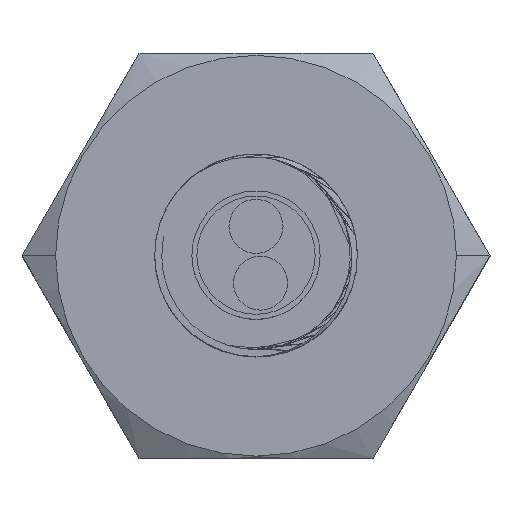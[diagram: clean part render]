
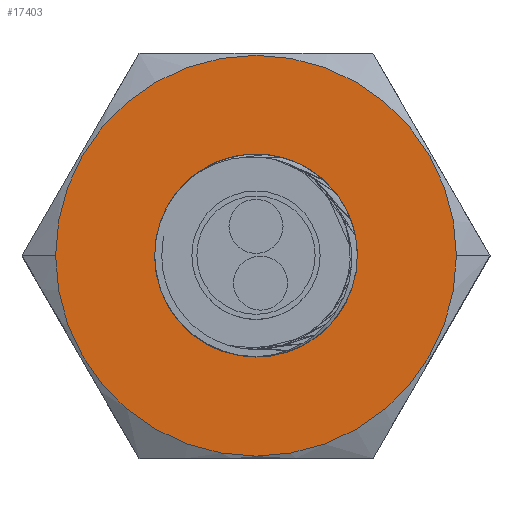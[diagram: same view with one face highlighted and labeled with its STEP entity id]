
A CAD part, top view. The second image highlights one B-rep face of the part: STEP entity #17403.
In plain terms, the highlighted planar face has unit normal (0, 0, 1).
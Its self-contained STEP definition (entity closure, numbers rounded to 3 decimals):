
#120 = DIRECTION ( 'NONE',  ( 1., 0., 0. ) ) ;
#1554 = CARTESIAN_POINT ( 'NONE',  ( -3., 0., 17. ) ) ;
#1597 = DIRECTION ( 'NONE',  ( 1., 0., 0. ) ) ;
#2636 = DIRECTION ( 'NONE',  ( 1., 0., 0. ) ) ;
#3131 = EDGE_CURVE ( 'NONE', #15737, #13415, #13208, .T. ) ;
#3328 = CARTESIAN_POINT ( 'NONE',  ( 0., 0., 17. ) ) ;
#3435 = DIRECTION ( 'NONE',  ( 0., 0., 1. ) ) ;
#4023 = EDGE_CURVE ( 'NONE', #18875, #12874, #9897, .T. ) ;
#4702 = FACE_BOUND ( 'NONE', #18051, .T. ) ;
#5107 = CARTESIAN_POINT ( 'NONE',  ( 0., 0., 17. ) ) ;
#5322 = DIRECTION ( 'NONE',  ( 0., 0., 1. ) ) ;
#5344 = CARTESIAN_POINT ( 'NONE',  ( 0., 0., 17. ) ) ;
#6814 = ORIENTED_EDGE ( 'NONE', *, *, #9845, .F. ) ;
#7423 = DIRECTION ( 'NONE',  ( 1., 0., 0. ) ) ;
#7454 = FACE_OUTER_BOUND ( 'NONE', #20793, .T. ) ;
#8795 = CARTESIAN_POINT ( 'NONE',  ( -5.933, 0., 17. ) ) ;
#8886 = AXIS2_PLACEMENT_3D ( 'NONE', #3328, #13838, #1597 ) ;
#9338 = CIRCLE ( 'NONE', #20894, 3. ) ;
#9762 = ORIENTED_EDGE ( 'NONE', *, *, #4023, .F. ) ;
#9845 = EDGE_CURVE ( 'NONE', #13415, #15737, #14683, .T. ) ;
#9885 = CARTESIAN_POINT ( 'NONE',  ( 3., 0., 17. ) ) ;
#9897 = CIRCLE ( 'NONE', #12616, 3. ) ;
#10725 = AXIS2_PLACEMENT_3D ( 'NONE', #20056, #20214, #2636 ) ;
#10785 = CARTESIAN_POINT ( 'NONE',  ( 0., 0., 17. ) ) ;
#11876 = ORIENTED_EDGE ( 'NONE', *, *, #3131, .F. ) ;
#12348 = PLANE ( 'NONE',  #13773 ) ;
#12616 = AXIS2_PLACEMENT_3D ( 'NONE', #5107, #5322, #120 ) ;
#12874 = VERTEX_POINT ( 'NONE', #9885 ) ;
#13208 = CIRCLE ( 'NONE', #8886, 5.933 ) ;
#13415 = VERTEX_POINT ( 'NONE', #16998 ) ;
#13773 = AXIS2_PLACEMENT_3D ( 'NONE', #5344, #3435, #13810 ) ;
#13810 = DIRECTION ( 'NONE',  ( 1., 0., 0. ) ) ;
#13838 = DIRECTION ( 'NONE',  ( 0., 0., -1. ) ) ;
#14683 = CIRCLE ( 'NONE', #10725, 5.933 ) ;
#15737 = VERTEX_POINT ( 'NONE', #8795 ) ;
#16998 = CARTESIAN_POINT ( 'NONE',  ( 5.933, 0., 17. ) ) ;
#17003 = EDGE_CURVE ( 'NONE', #12874, #18875, #9338, .T. ) ;
#17403 = ADVANCED_FACE ( 'NONE', ( #7454, #4702 ), #12348, .T. ) ;
#17633 = DIRECTION ( 'NONE',  ( 0., 0., 1. ) ) ;
#18051 = EDGE_LOOP ( 'NONE', ( #9762, #18787 ) ) ;
#18787 = ORIENTED_EDGE ( 'NONE', *, *, #17003, .F. ) ;
#18875 = VERTEX_POINT ( 'NONE', #1554 ) ;
#20056 = CARTESIAN_POINT ( 'NONE',  ( 0., 0., 17. ) ) ;
#20214 = DIRECTION ( 'NONE',  ( 0., 0., -1. ) ) ;
#20793 = EDGE_LOOP ( 'NONE', ( #6814, #11876 ) ) ;
#20894 = AXIS2_PLACEMENT_3D ( 'NONE', #10785, #17633, #7423 ) ;
